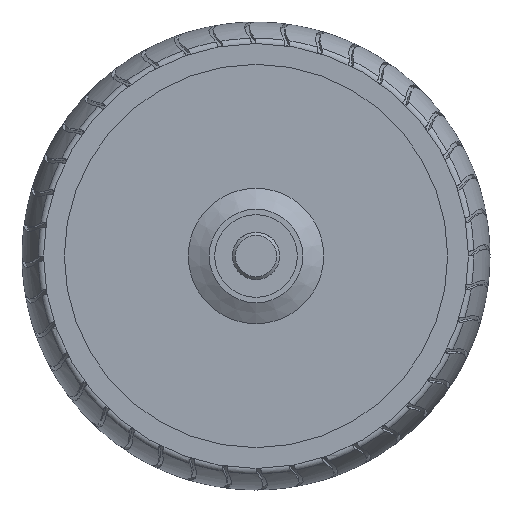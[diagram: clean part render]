
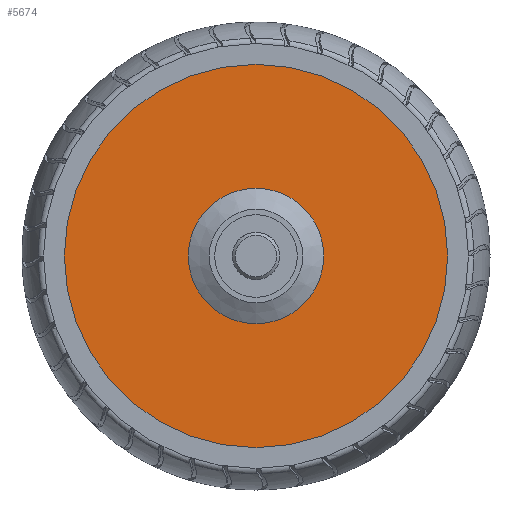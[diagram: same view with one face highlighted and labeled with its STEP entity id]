
A CAD part, left-side view. The second image highlights one B-rep face of the part: STEP entity #5674.
In plain terms, the highlighted planar face has unit normal (-1, 0, 0).
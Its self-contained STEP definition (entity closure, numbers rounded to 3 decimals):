
#39=PLANE('',#6136);
#54=FACE_BOUND('',#973,.T.);
#282=CIRCLE('',#6135,65.);
#283=CIRCLE('',#6137,23.);
#660=FACE_OUTER_BOUND('',#972,.T.);
#972=EDGE_LOOP('',(#4888));
#973=EDGE_LOOP('',(#4889));
#2328=VERTEX_POINT('',#13894);
#2329=VERTEX_POINT('',#13897);
#3183=EDGE_CURVE('',#2328,#2328,#282,.T.);
#3184=EDGE_CURVE('',#2329,#2329,#283,.T.);
#4888=ORIENTED_EDGE('',*,*,#3183,.T.);
#4889=ORIENTED_EDGE('',*,*,#3184,.F.);
#5674=ADVANCED_FACE('',(#660,#54),#39,.T.);
#6135=AXIS2_PLACEMENT_3D('',#13895,#7164,#7165);
#6136=AXIS2_PLACEMENT_3D('',#13896,#7166,#7167);
#6137=AXIS2_PLACEMENT_3D('',#13898,#7168,#7169);
#7164=DIRECTION('center_axis',(-1.,0.,0.));
#7165=DIRECTION('ref_axis',(0.,0.,1.));
#7166=DIRECTION('center_axis',(-1.,0.,0.));
#7167=DIRECTION('ref_axis',(0.,0.,1.));
#7168=DIRECTION('center_axis',(-1.,0.,0.));
#7169=DIRECTION('ref_axis',(0.,0.,1.));
#13894=CARTESIAN_POINT('',(5.,0.,65.));
#13895=CARTESIAN_POINT('Origin',(5.,0.,0.));
#13896=CARTESIAN_POINT('Origin',(5.,0.,23.));
#13897=CARTESIAN_POINT('',(5.,0.,23.));
#13898=CARTESIAN_POINT('Origin',(5.,0.,0.));
